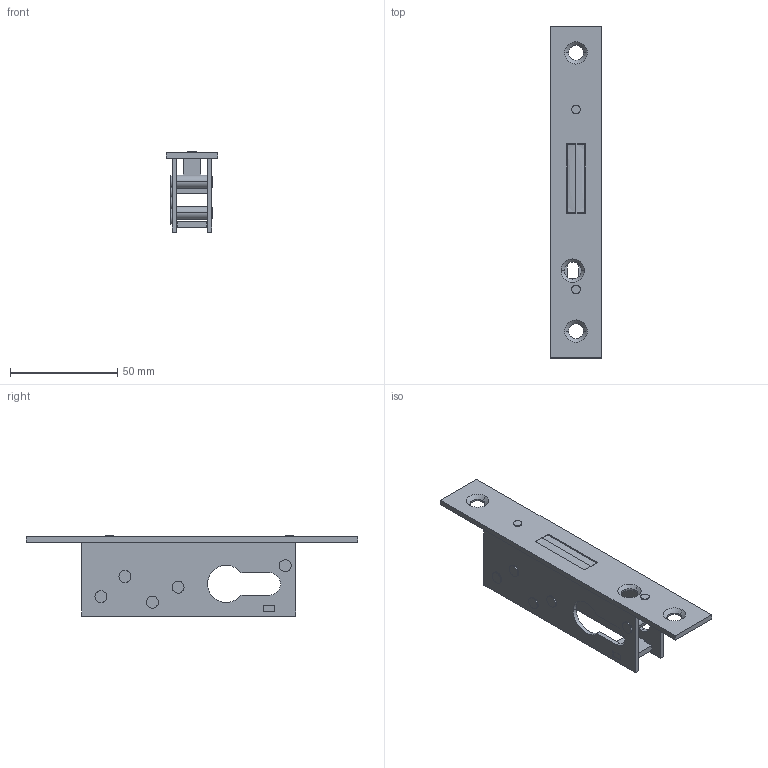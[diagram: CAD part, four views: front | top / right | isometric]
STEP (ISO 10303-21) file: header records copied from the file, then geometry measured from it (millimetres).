
FILE_DESCRIPTION (( 'STEP AP203' ), '1' );
FILE_NAME ('40110-22.step', '2020-12-08T12:54:43', ( '' ), ( '' ), 'SwSTEP 2.0', 'SolidWorks 2018', '' );
FILE_SCHEMA (( 'CONFIG_CONTROL_DESIGN' ));
Length unit declared in the file: millimetre
Products named in the file (2): 40110-22
Bounding box: 24 x 155 x 37.4 mm (x, y, z)
Volume: 26253.7 mm3; surface area: 23921.9 mm2
Topology: 3 solids, 3 shells, 412 faces, 1101 edges, 732 vertices
Faces by surface type: plane 235, bspline 100, cylinder 71, cone 6
Entity records: 18007 total; most frequent: CARTESIAN_POINT 8058, ORIENTED_EDGE 2202, DIRECTION 1674, EDGE_CURVE 1101, VECTOR 750, LINE 750, VERTEX_POINT 732, EDGE_LOOP 473
